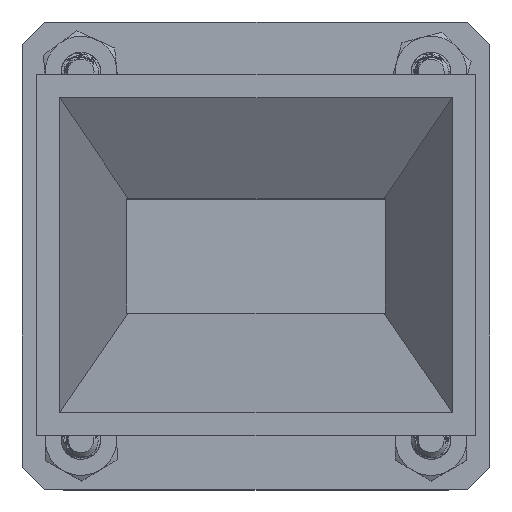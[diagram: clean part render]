
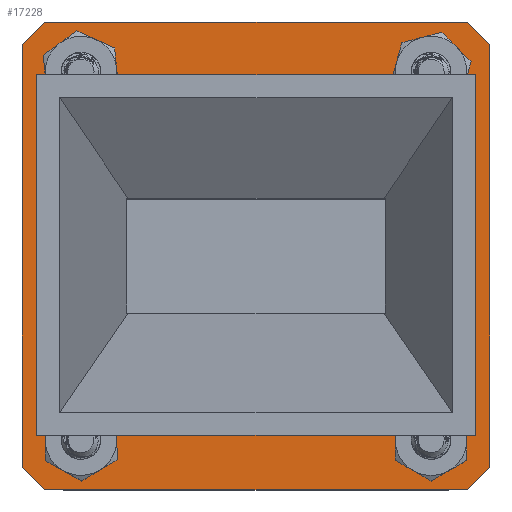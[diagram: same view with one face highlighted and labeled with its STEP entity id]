
A CAD part, top view. The second image highlights one B-rep face of the part: STEP entity #17228.
In plain terms, the highlighted planar face has unit normal (0, 0, 1).
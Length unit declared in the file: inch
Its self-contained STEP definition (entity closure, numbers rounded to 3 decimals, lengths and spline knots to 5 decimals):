
#178 = VERTEX_POINT ( 'NONE', #15963 ) ;
#504 = DIRECTION ( 'NONE',  ( 0., -1., 0. ) ) ;
#527 = CARTESIAN_POINT ( 'NONE',  ( 0.81496, 0.73622, 1.5748 ) ) ;
#544 = AXIS2_PLACEMENT_3D ( 'NONE', #18811, #10622, #12427 ) ;
#1030 = VECTOR ( 'NONE', #1411, 39.37008 ) ;
#1149 = CARTESIAN_POINT ( 'NONE',  ( 0.73622, -0.81496, 1.5748 ) ) ;
#1367 = CARTESIAN_POINT ( 'NONE',  ( -0.35748, -0.81496, 1.5748 ) ) ;
#1378 = FACE_BOUND ( 'NONE', #24825, .T. ) ;
#1411 = DIRECTION ( 'NONE',  ( 0., -1., 0. ) ) ;
#1507 = EDGE_CURVE ( 'NONE', #24808, #19997, #12403, .T. ) ;
#1525 = LINE ( 'NONE', #3703, #5025 ) ;
#1652 = DIRECTION ( 'NONE',  ( -1., 0., 0. ) ) ;
#1771 = FACE_BOUND ( 'NONE', #4478, .T. ) ;
#1837 = CARTESIAN_POINT ( 'NONE',  ( 0.64016, 0.60984, 1.5748 ) ) ;
#2016 = CIRCLE ( 'NONE', #8986, 0.08465 ) ;
#2087 = DIRECTION ( 'NONE',  ( -1., 0., 0. ) ) ;
#2251 = LINE ( 'NONE', #7787, #14601 ) ;
#2254 = EDGE_CURVE ( 'NONE', #13730, #4141, #9666, .T. ) ;
#2439 = VECTOR ( 'NONE', #25272, 39.37008 ) ;
#2450 = CARTESIAN_POINT ( 'NONE',  ( 0.81496, -0.81496, 1.5748 ) ) ;
#2671 = EDGE_CURVE ( 'NONE', #24808, #8111, #8781, .T. ) ;
#2735 = DIRECTION ( 'NONE',  ( -1., 0., 0. ) ) ;
#2777 = VERTEX_POINT ( 'NONE', #6782 ) ;
#2945 = ORIENTED_EDGE ( 'NONE', *, *, #10370, .T. ) ;
#3400 = CARTESIAN_POINT ( 'NONE',  ( 0.35748, 0.60748, 1.5748 ) ) ;
#3685 = CARTESIAN_POINT ( 'NONE',  ( -0.29843, -0.81496, 1.5748 ) ) ;
#3703 = CARTESIAN_POINT ( 'NONE',  ( -0.29843, -0.60748, 1.5748 ) ) ;
#3834 = CIRCLE ( 'NONE', #544, 0.08465 ) ;
#4141 = VERTEX_POINT ( 'NONE', #6578 ) ;
#4478 = EDGE_LOOP ( 'NONE', ( #10704 ) ) ;
#4526 = EDGE_CURVE ( 'NONE', #2777, #2777, #8344, .T. ) ;
#4797 = DIRECTION ( 'NONE',  ( 0.707, 0.707, 0. ) ) ;
#4819 = ORIENTED_EDGE ( 'NONE', *, *, #11719, .T. ) ;
#5025 = VECTOR ( 'NONE', #1652, 39.37008 ) ;
#5469 = VERTEX_POINT ( 'NONE', #11521 ) ;
#5613 = DIRECTION ( 'NONE',  ( 1., 0., 0. ) ) ;
#5993 = VECTOR ( 'NONE', #22439, 39.37008 ) ;
#6578 = CARTESIAN_POINT ( 'NONE',  ( 0.35748, -0.60748, 1.5748 ) ) ;
#6782 = CARTESIAN_POINT ( 'NONE',  ( 0.55551, -0.60984, 1.5748 ) ) ;
#6931 = VERTEX_POINT ( 'NONE', #9512 ) ;
#7364 = VERTEX_POINT ( 'NONE', #9516 ) ;
#7764 = ORIENTED_EDGE ( 'NONE', *, *, #2254, .T. ) ;
#7787 = CARTESIAN_POINT ( 'NONE',  ( -0.81496, -0.73622, 1.5748 ) ) ;
#8111 = VERTEX_POINT ( 'NONE', #20652 ) ;
#8334 = VECTOR ( 'NONE', #5613, 39.37008 ) ;
#8344 = CIRCLE ( 'NONE', #18304, 0.08465 ) ;
#8492 = DIRECTION ( 'NONE',  ( 0., 1., 0. ) ) ;
#8781 = LINE ( 'NONE', #18401, #5993 ) ;
#8788 = CARTESIAN_POINT ( 'NONE',  ( 0.81496, -0.73622, 1.5748 ) ) ;
#8986 = AXIS2_PLACEMENT_3D ( 'NONE', #1837, #11613, #2087 ) ;
#9235 = FACE_BOUND ( 'NONE', #19164, .T. ) ;
#9397 = CARTESIAN_POINT ( 'NONE',  ( 0.35748, -0.81496, 1.5748 ) ) ;
#9512 = CARTESIAN_POINT ( 'NONE',  ( -0.73622, 0.81496, 1.5748 ) ) ;
#9516 = CARTESIAN_POINT ( 'NONE',  ( -0.35748, -0.60748, 1.5748 ) ) ;
#9533 = EDGE_CURVE ( 'NONE', #5469, #5469, #22447, .T. ) ;
#9624 = FACE_OUTER_BOUND ( 'NONE', #25151, .T. ) ;
#9666 = LINE ( 'NONE', #9397, #1030 ) ;
#9847 = DIRECTION ( 'NONE',  ( 0.707, -0.707, 0. ) ) ;
#9986 = AXIS2_PLACEMENT_3D ( 'NONE', #14487, #22448, #2735 ) ;
#10274 = CARTESIAN_POINT ( 'NONE',  ( -0.81496, -0.73622, 1.5748 ) ) ;
#10370 = EDGE_CURVE ( 'NONE', #4141, #7364, #1525, .T. ) ;
#10622 = DIRECTION ( 'NONE',  ( 0., 0., -1. ) ) ;
#10704 = ORIENTED_EDGE ( 'NONE', *, *, #4526, .T. ) ;
#10785 = DIRECTION ( 'NONE',  ( 0., 1., 0. ) ) ;
#11049 = VECTOR ( 'NONE', #16552, 39.37008 ) ;
#11157 = LINE ( 'NONE', #1367, #18780 ) ;
#11304 = PLANE ( 'NONE',  #22095 ) ;
#11506 = CARTESIAN_POINT ( 'NONE',  ( 0.81496, -0.73622, 1.5748 ) ) ;
#11521 = CARTESIAN_POINT ( 'NONE',  ( -0.7248, 0.60984, 1.5748 ) ) ;
#11613 = DIRECTION ( 'NONE',  ( 0., 0., -1. ) ) ;
#11719 = EDGE_CURVE ( 'NONE', #21514, #8111, #2251, .T. ) ;
#11916 = VERTEX_POINT ( 'NONE', #15139 ) ;
#12387 = CARTESIAN_POINT ( 'NONE',  ( -0.73622, 0.81496, 1.5748 ) ) ;
#12396 = ORIENTED_EDGE ( 'NONE', *, *, #24761, .T. ) ;
#12403 = LINE ( 'NONE', #8788, #14707 ) ;
#12427 = DIRECTION ( 'NONE',  ( -1., 0., 0. ) ) ;
#12560 = EDGE_CURVE ( 'NONE', #7364, #18295, #11157, .T. ) ;
#12815 = VECTOR ( 'NONE', #504, 39.37008 ) ;
#13399 = CARTESIAN_POINT ( 'NONE',  ( 0.29843, 0.81496, 1.5748 ) ) ;
#13730 = VERTEX_POINT ( 'NONE', #3400 ) ;
#13888 = VERTEX_POINT ( 'NONE', #23905 ) ;
#14133 = VERTEX_POINT ( 'NONE', #21826 ) ;
#14351 = LINE ( 'NONE', #12387, #11049 ) ;
#14481 = ORIENTED_EDGE ( 'NONE', *, *, #22312, .F. ) ;
#14487 = CARTESIAN_POINT ( 'NONE',  ( -0.64016, 0.60984, 1.5748 ) ) ;
#14593 = LINE ( 'NONE', #2450, #12815 ) ;
#14601 = VECTOR ( 'NONE', #9847, 39.37008 ) ;
#14683 = CARTESIAN_POINT ( 'NONE',  ( -0.35748, 0.60748, 1.5748 ) ) ;
#14707 = VECTOR ( 'NONE', #4797, 39.37008 ) ;
#15139 = CARTESIAN_POINT ( 'NONE',  ( 0.73622, 0.81496, 1.5748 ) ) ;
#15216 = DIRECTION ( 'NONE',  ( 0., 0., -1. ) ) ;
#15587 = LINE ( 'NONE', #25500, #8334 ) ;
#15636 = LINE ( 'NONE', #13399, #2439 ) ;
#15963 = CARTESIAN_POINT ( 'NONE',  ( -0.7248, -0.60984, 1.5748 ) ) ;
#16173 = LINE ( 'NONE', #527, #23235 ) ;
#16538 = LINE ( 'NONE', #17984, #19104 ) ;
#16552 = DIRECTION ( 'NONE',  ( -0.707, -0.707, 0. ) ) ;
#16860 = ORIENTED_EDGE ( 'NONE', *, *, #9533, .T. ) ;
#17157 = FACE_BOUND ( 'NONE', #20622, .T. ) ;
#17228 = ADVANCED_FACE ( 'NONE', ( #1378, #23428, #9235, #17157, #1771, #9624 ), #11304, .F. ) ;
#17653 = ORIENTED_EDGE ( 'NONE', *, *, #18653, .T. ) ;
#17984 = CARTESIAN_POINT ( 'NONE',  ( -0.81496, 0.54843, 1.5748 ) ) ;
#18295 = VERTEX_POINT ( 'NONE', #14683 ) ;
#18304 = AXIS2_PLACEMENT_3D ( 'NONE', #24469, #18848, #22893 ) ;
#18401 = CARTESIAN_POINT ( 'NONE',  ( -0.29843, -0.81496, 1.5748 ) ) ;
#18517 = DIRECTION ( 'NONE',  ( -0.707, 0.707, 0. ) ) ;
#18540 = ORIENTED_EDGE ( 'NONE', *, *, #2671, .F. ) ;
#18653 = EDGE_CURVE ( 'NONE', #178, #178, #3834, .T. ) ;
#18780 = VECTOR ( 'NONE', #10785, 39.37008 ) ;
#18811 = CARTESIAN_POINT ( 'NONE',  ( -0.64016, -0.60984, 1.5748 ) ) ;
#18848 = DIRECTION ( 'NONE',  ( 0., 0., -1. ) ) ;
#19104 = VECTOR ( 'NONE', #8492, 39.37008 ) ;
#19164 = EDGE_LOOP ( 'NONE', ( #17653 ) ) ;
#19242 = DIRECTION ( 'NONE',  ( -1., 0., 0. ) ) ;
#19372 = ORIENTED_EDGE ( 'NONE', *, *, #19475, .F. ) ;
#19475 = EDGE_CURVE ( 'NONE', #22720, #19997, #14593, .T. ) ;
#19997 = VERTEX_POINT ( 'NONE', #11506 ) ;
#20275 = ORIENTED_EDGE ( 'NONE', *, *, #24606, .T. ) ;
#20622 = EDGE_LOOP ( 'NONE', ( #16860 ) ) ;
#20652 = CARTESIAN_POINT ( 'NONE',  ( -0.73622, -0.81496, 1.5748 ) ) ;
#20749 = EDGE_CURVE ( 'NONE', #22720, #11916, #16173, .T. ) ;
#21146 = ORIENTED_EDGE ( 'NONE', *, *, #12560, .T. ) ;
#21299 = EDGE_LOOP ( 'NONE', ( #20275 ) ) ;
#21514 = VERTEX_POINT ( 'NONE', #10274 ) ;
#21826 = CARTESIAN_POINT ( 'NONE',  ( 0.55551, 0.60984, 1.5748 ) ) ;
#21872 = EDGE_CURVE ( 'NONE', #18295, #13730, #15587, .T. ) ;
#22095 = AXIS2_PLACEMENT_3D ( 'NONE', #3685, #15216, #19242 ) ;
#22312 = EDGE_CURVE ( 'NONE', #21514, #13888, #16538, .T. ) ;
#22439 = DIRECTION ( 'NONE',  ( -1., 0., 0. ) ) ;
#22447 = CIRCLE ( 'NONE', #9986, 0.08465 ) ;
#22448 = DIRECTION ( 'NONE',  ( 0., 0., -1. ) ) ;
#22567 = ORIENTED_EDGE ( 'NONE', *, *, #25077, .F. ) ;
#22715 = ORIENTED_EDGE ( 'NONE', *, *, #20749, .T. ) ;
#22720 = VERTEX_POINT ( 'NONE', #24342 ) ;
#22893 = DIRECTION ( 'NONE',  ( -1., 0., 0. ) ) ;
#23235 = VECTOR ( 'NONE', #18517, 39.37008 ) ;
#23428 = FACE_BOUND ( 'NONE', #21299, .T. ) ;
#23905 = CARTESIAN_POINT ( 'NONE',  ( -0.81496, 0.73622, 1.5748 ) ) ;
#24034 = ORIENTED_EDGE ( 'NONE', *, *, #1507, .T. ) ;
#24173 = ORIENTED_EDGE ( 'NONE', *, *, #21872, .T. ) ;
#24342 = CARTESIAN_POINT ( 'NONE',  ( 0.81496, 0.73622, 1.5748 ) ) ;
#24469 = CARTESIAN_POINT ( 'NONE',  ( 0.64016, -0.60984, 1.5748 ) ) ;
#24606 = EDGE_CURVE ( 'NONE', #14133, #14133, #2016, .T. ) ;
#24761 = EDGE_CURVE ( 'NONE', #6931, #13888, #14351, .T. ) ;
#24808 = VERTEX_POINT ( 'NONE', #1149 ) ;
#24825 = EDGE_LOOP ( 'NONE', ( #7764, #2945, #21146, #24173 ) ) ;
#25077 = EDGE_CURVE ( 'NONE', #6931, #11916, #15636, .T. ) ;
#25151 = EDGE_LOOP ( 'NONE', ( #22567, #12396, #14481, #4819, #18540, #24034, #19372, #22715 ) ) ;
#25272 = DIRECTION ( 'NONE',  ( 1., 0., 0. ) ) ;
#25500 = CARTESIAN_POINT ( 'NONE',  ( -0.29843, 0.60748, 1.5748 ) ) ;
